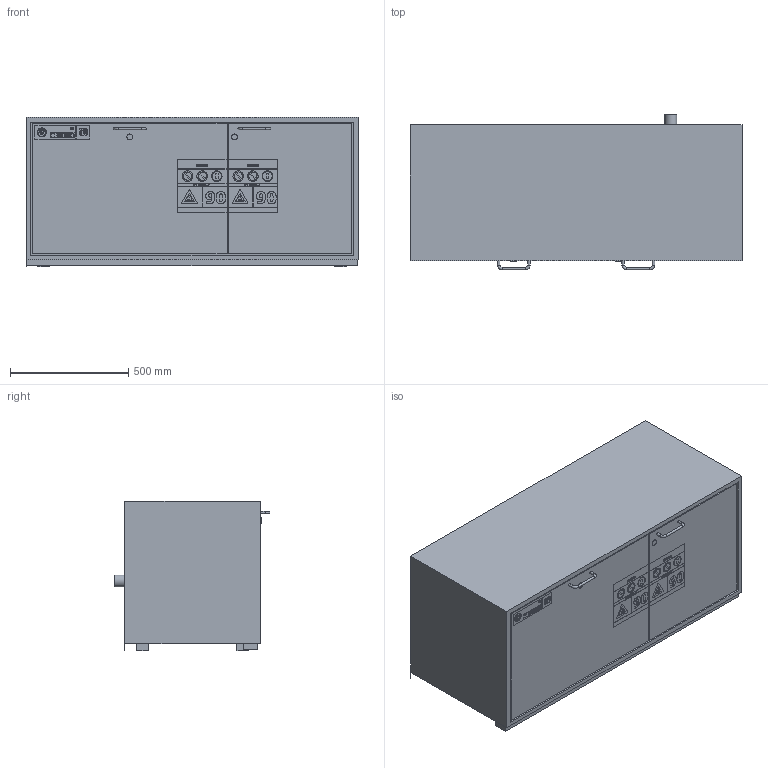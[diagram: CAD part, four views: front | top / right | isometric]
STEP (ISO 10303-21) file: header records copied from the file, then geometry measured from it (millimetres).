
FILE_DESCRIPTION(/* description */ (''),/* implementation_level */ '2;1');
FILE_NAME(/* name */ 'UB90.060.140.2S_30401-001-30405_CD.stp',/* time_stamp */ '2017-03-03T13:06:36+01:00',/* author */ ('pproduktmanagement'),/* organization */ ('asecos® GmbH'),/* preprocessor_version */ 'ST-DEVELOPER v16.5',/* originating_system */ 'Autodesk Inventor 2017',/* authorisation */ '');
FILE_SCHEMA (('AUTOMOTIVE_DESIGN { 1 0 10303 214 3 1 1 }'));
Length unit declared in the file: millimetre
Products named in the file (2): UB90.060.140.2S_30401-001_alles verbaut; UB90.060.140.2S_30401-001-30405_CD
Assembly tree (1 placements, depth 2):
  UB90.060.140.2S_30401-001_alles verbaut
    UB90.060.140.2S_30401-001-30405_CD
Bounding box: 1402 x 658.15 x 630.88 mm (x, y, z)
Volume: 201599250 mm3; surface area: 12647182.9 mm2
Topology: 11 solids, 11 shells, 1150 faces, 2989 edges, 1990 vertices
Faces by surface type: plane 776, bspline 270, cylinder 100, torus 4
Full cylindrical faces by diameter (mm): 10.3 x6, 20 x36, 25 x2, 33.8 x1, 37.8 x1, 40 x2, 45 x6, 50 x5
Entity records: 37683 total; most frequent: CARTESIAN_POINT 10271, ORIENTED_EDGE 5780, DIRECTION 4316, EDGE_CURVE 2890, LINE 2150, VECTOR 2150, VERTEX_POINT 1954, EDGE_LOOP 1420
